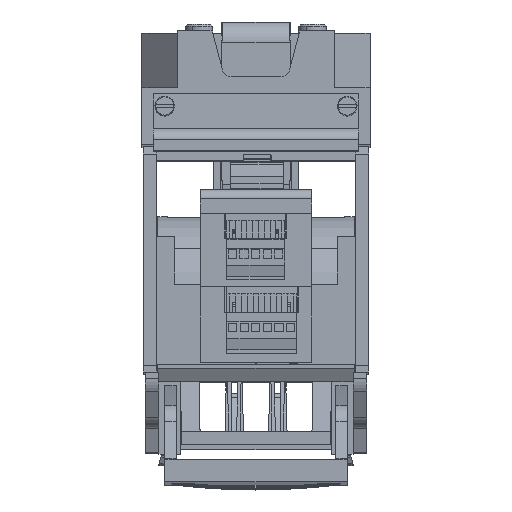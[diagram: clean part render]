
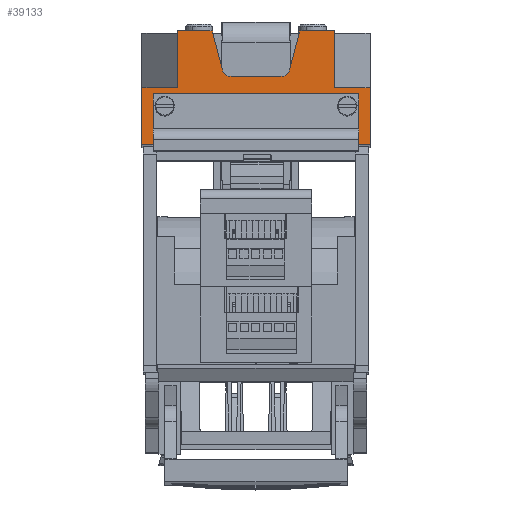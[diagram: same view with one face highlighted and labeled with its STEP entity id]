
A CAD part, top view. The second image highlights one B-rep face of the part: STEP entity #39133.
In plain terms, the highlighted planar face has unit normal (0, 0, 1).
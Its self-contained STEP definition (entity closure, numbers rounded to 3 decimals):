
#36463=AXIS2_PLACEMENT_3D('Circle Axis2P3D',#36461,#36462,$) ;
#36525=AXIS2_PLACEMENT_3D('Circle Axis2P3D',#36523,#36524,$) ;
#39097=AXIS2_PLACEMENT_3D('Plane Axis2P3D',#39094,#39095,#39096) ;
#36316=CARTESIAN_POINT('Vertex',(34.264,-4.,277.5)) ;
#36319=CARTESIAN_POINT('Line Origine',(34.264,-16.5,277.5)) ;
#36323=CARTESIAN_POINT('Vertex',(34.264,-29.,277.5)) ;
#36347=CARTESIAN_POINT('Vertex',(50.,-29.,277.5)) ;
#36350=CARTESIAN_POINT('Line Origine',(42.132,-29.,277.5)) ;
#36367=CARTESIAN_POINT('Line Origine',(-34.264,-16.5,277.5)) ;
#36371=CARTESIAN_POINT('Vertex',(-34.264,-4.,277.5)) ;
#36373=CARTESIAN_POINT('Vertex',(-34.264,-29.,277.5)) ;
#36407=CARTESIAN_POINT('Line Origine',(-16.811,-13.103,277.5)) ;
#36411=CARTESIAN_POINT('Vertex',(-14.685,-21.035,277.5)) ;
#36413=CARTESIAN_POINT('Vertex',(-18.936,-5.171,277.5)) ;
#36453=CARTESIAN_POINT('Vertex',(-10.822,-24.,277.5)) ;
#36461=CARTESIAN_POINT('Axis2P3D Location',(-10.822,-20.,277.5)) ;
#36484=CARTESIAN_POINT('Vertex',(10.822,-24.,277.5)) ;
#36492=CARTESIAN_POINT('Line Origine',(0.,-24.,277.5)) ;
#36515=CARTESIAN_POINT('Vertex',(14.685,-21.035,277.5)) ;
#36523=CARTESIAN_POINT('Axis2P3D Location',(10.822,-20.,277.5)) ;
#36547=CARTESIAN_POINT('Line Origine',(16.811,-13.103,277.5)) ;
#36551=CARTESIAN_POINT('Vertex',(18.936,-5.171,277.5)) ;
#36601=CARTESIAN_POINT('Line Origine',(-42.132,-29.,277.5)) ;
#36605=CARTESIAN_POINT('Vertex',(-50.,-29.,277.5)) ;
#36778=CARTESIAN_POINT('Line Origine',(-30.882,-4.,277.5)) ;
#36782=CARTESIAN_POINT('Vertex',(-27.5,-4.,277.5)) ;
#36785=CARTESIAN_POINT('Line Origine',(-23.375,-4.,277.5)) ;
#36789=CARTESIAN_POINT('Vertex',(-19.25,-4.,277.5)) ;
#36792=CARTESIAN_POINT('Line Origine',(-19.093,-4.,277.5)) ;
#36796=CARTESIAN_POINT('Vertex',(-18.936,-4.,277.5)) ;
#36817=CARTESIAN_POINT('Vertex',(18.936,-4.,277.5)) ;
#36820=CARTESIAN_POINT('Line Origine',(19.093,-4.,277.5)) ;
#36824=CARTESIAN_POINT('Vertex',(19.25,-4.,277.5)) ;
#36827=CARTESIAN_POINT('Line Origine',(23.375,-4.,277.5)) ;
#36831=CARTESIAN_POINT('Vertex',(27.5,-4.,277.5)) ;
#36834=CARTESIAN_POINT('Line Origine',(30.882,-4.,277.5)) ;
#37718=CARTESIAN_POINT('Line Origine',(-18.936,-4.585,277.5)) ;
#37773=CARTESIAN_POINT('Line Origine',(18.936,-4.585,277.5)) ;
#39069=CARTESIAN_POINT('Line Origine',(50.,-29.,277.5)) ;
#39073=CARTESIAN_POINT('Vertex',(50.,-54.,277.5)) ;
#39094=CARTESIAN_POINT('Axis2P3D Location',(0.,-4.,277.5)) ;
#39099=CARTESIAN_POINT('Line Origine',(-50.,-41.5,277.5)) ;
#39103=CARTESIAN_POINT('Vertex',(-50.,-54.,277.5)) ;
#39106=CARTESIAN_POINT('Line Origine',(0.,-54.,277.5)) ;
#36320=DIRECTION('Vector Direction',(0.,-1.,0.)) ;
#36351=DIRECTION('Vector Direction',(-1.,0.,0.)) ;
#36368=DIRECTION('Vector Direction',(0.,-1.,0.)) ;
#36408=DIRECTION('Vector Direction',(-0.259,0.966,0.)) ;
#36462=DIRECTION('Axis2P3D Direction',(0.,0.,1.)) ;
#36493=DIRECTION('Vector Direction',(-1.,0.,0.)) ;
#36524=DIRECTION('Axis2P3D Direction',(0.,0.,1.)) ;
#36548=DIRECTION('Vector Direction',(-0.259,-0.966,0.)) ;
#36602=DIRECTION('Vector Direction',(-1.,0.,0.)) ;
#36779=DIRECTION('Vector Direction',(1.,0.,0.)) ;
#36786=DIRECTION('Vector Direction',(1.,0.,0.)) ;
#36793=DIRECTION('Vector Direction',(1.,0.,0.)) ;
#36821=DIRECTION('Vector Direction',(1.,0.,0.)) ;
#36828=DIRECTION('Vector Direction',(1.,0.,0.)) ;
#36835=DIRECTION('Vector Direction',(1.,0.,0.)) ;
#37719=DIRECTION('Vector Direction',(0.,-1.,0.)) ;
#37774=DIRECTION('Vector Direction',(0.,-1.,0.)) ;
#39070=DIRECTION('Vector Direction',(0.,-1.,0.)) ;
#39095=DIRECTION('Axis2P3D Direction',(-0.,0.,1.)) ;
#39096=DIRECTION('Axis2P3D XDirection',(0.,-1.,0.)) ;
#39100=DIRECTION('Vector Direction',(0.,-1.,0.)) ;
#39107=DIRECTION('Vector Direction',(1.,0.,0.)) ;
#36321=VECTOR('Line Direction',#36320,1.) ;
#36352=VECTOR('Line Direction',#36351,1.) ;
#36369=VECTOR('Line Direction',#36368,1.) ;
#36409=VECTOR('Line Direction',#36408,1.) ;
#36494=VECTOR('Line Direction',#36493,1.) ;
#36549=VECTOR('Line Direction',#36548,1.) ;
#36603=VECTOR('Line Direction',#36602,1.) ;
#36780=VECTOR('Line Direction',#36779,1.) ;
#36787=VECTOR('Line Direction',#36786,1.) ;
#36794=VECTOR('Line Direction',#36793,1.) ;
#36822=VECTOR('Line Direction',#36821,1.) ;
#36829=VECTOR('Line Direction',#36828,1.) ;
#36836=VECTOR('Line Direction',#36835,1.) ;
#37720=VECTOR('Line Direction',#37719,1.) ;
#37775=VECTOR('Line Direction',#37774,1.) ;
#39071=VECTOR('Line Direction',#39070,1.) ;
#39101=VECTOR('Line Direction',#39100,1.) ;
#39108=VECTOR('Line Direction',#39107,1.) ;
#39112=ORIENTED_EDGE('',*,*,#36553,.T.) ;
#39113=ORIENTED_EDGE('',*,*,#36527,.T.) ;
#39114=ORIENTED_EDGE('',*,*,#36496,.T.) ;
#39115=ORIENTED_EDGE('',*,*,#36465,.T.) ;
#39116=ORIENTED_EDGE('',*,*,#36415,.T.) ;
#39117=ORIENTED_EDGE('',*,*,#37722,.F.) ;
#39118=ORIENTED_EDGE('',*,*,#36798,.F.) ;
#39119=ORIENTED_EDGE('',*,*,#36791,.T.) ;
#39120=ORIENTED_EDGE('',*,*,#36784,.F.) ;
#39121=ORIENTED_EDGE('',*,*,#36375,.T.) ;
#39122=ORIENTED_EDGE('',*,*,#36607,.T.) ;
#39123=ORIENTED_EDGE('',*,*,#39105,.T.) ;
#39124=ORIENTED_EDGE('',*,*,#39110,.T.) ;
#39125=ORIENTED_EDGE('',*,*,#39075,.T.) ;
#39126=ORIENTED_EDGE('',*,*,#36354,.T.) ;
#39127=ORIENTED_EDGE('',*,*,#36325,.F.) ;
#39128=ORIENTED_EDGE('',*,*,#36838,.F.) ;
#39129=ORIENTED_EDGE('',*,*,#36833,.T.) ;
#39130=ORIENTED_EDGE('',*,*,#36826,.F.) ;
#39131=ORIENTED_EDGE('',*,*,#37777,.T.) ;
#39133=ADVANCED_FACE('804192_L02_NH-Leistenunterteil Gr.3  L/SL3/3A',(#39132),#39098,.T.) ;
#36464=CIRCLE('generated circle',#36463,4.) ;
#36526=CIRCLE('generated circle',#36525,4.) ;
#36325=EDGE_CURVE('',#36317,#36324,#36322,.T.) ;
#36354=EDGE_CURVE('',#36348,#36324,#36353,.T.) ;
#36375=EDGE_CURVE('',#36372,#36374,#36370,.T.) ;
#36415=EDGE_CURVE('',#36412,#36414,#36410,.T.) ;
#36465=EDGE_CURVE('',#36454,#36412,#36464,.F.) ;
#36496=EDGE_CURVE('',#36485,#36454,#36495,.T.) ;
#36527=EDGE_CURVE('',#36516,#36485,#36526,.F.) ;
#36553=EDGE_CURVE('',#36552,#36516,#36550,.T.) ;
#36607=EDGE_CURVE('',#36374,#36606,#36604,.T.) ;
#36784=EDGE_CURVE('',#36372,#36783,#36781,.T.) ;
#36791=EDGE_CURVE('',#36790,#36783,#36788,.F.) ;
#36798=EDGE_CURVE('',#36790,#36797,#36795,.T.) ;
#36826=EDGE_CURVE('',#36818,#36825,#36823,.T.) ;
#36833=EDGE_CURVE('',#36832,#36825,#36830,.F.) ;
#36838=EDGE_CURVE('',#36832,#36317,#36837,.T.) ;
#37722=EDGE_CURVE('',#36797,#36414,#37721,.T.) ;
#37777=EDGE_CURVE('',#36818,#36552,#37776,.T.) ;
#39075=EDGE_CURVE('',#39074,#36348,#39072,.F.) ;
#39105=EDGE_CURVE('',#36606,#39104,#39102,.T.) ;
#39110=EDGE_CURVE('',#39104,#39074,#39109,.T.) ;
#39111=EDGE_LOOP('',(#39112,#39113,#39114,#39115,#39116,#39117,#39118,#39119,#39120,#39121,#39122,#39123,#39124,#39125,#39126,#39127,#39128,#39129,#39130,#39131)) ;
#39132=FACE_OUTER_BOUND('',#39111,.T.) ;
#36322=LINE('Line',#36319,#36321) ;
#36353=LINE('Line',#36350,#36352) ;
#36370=LINE('Line',#36367,#36369) ;
#36410=LINE('Line',#36407,#36409) ;
#36495=LINE('Line',#36492,#36494) ;
#36550=LINE('Line',#36547,#36549) ;
#36604=LINE('Line',#36601,#36603) ;
#36781=LINE('Line',#36778,#36780) ;
#36788=LINE('Line',#36785,#36787) ;
#36795=LINE('Line',#36792,#36794) ;
#36823=LINE('Line',#36820,#36822) ;
#36830=LINE('Line',#36827,#36829) ;
#36837=LINE('Line',#36834,#36836) ;
#37721=LINE('Line',#37718,#37720) ;
#37776=LINE('Line',#37773,#37775) ;
#39072=LINE('Line',#39069,#39071) ;
#39102=LINE('Line',#39099,#39101) ;
#39109=LINE('Line',#39106,#39108) ;
#39098=PLANE('Plane',#39097) ;
#36317=VERTEX_POINT('',#36316) ;
#36324=VERTEX_POINT('',#36323) ;
#36348=VERTEX_POINT('',#36347) ;
#36372=VERTEX_POINT('',#36371) ;
#36374=VERTEX_POINT('',#36373) ;
#36412=VERTEX_POINT('',#36411) ;
#36414=VERTEX_POINT('',#36413) ;
#36454=VERTEX_POINT('',#36453) ;
#36485=VERTEX_POINT('',#36484) ;
#36516=VERTEX_POINT('',#36515) ;
#36552=VERTEX_POINT('',#36551) ;
#36606=VERTEX_POINT('',#36605) ;
#36783=VERTEX_POINT('',#36782) ;
#36790=VERTEX_POINT('',#36789) ;
#36797=VERTEX_POINT('',#36796) ;
#36818=VERTEX_POINT('',#36817) ;
#36825=VERTEX_POINT('',#36824) ;
#36832=VERTEX_POINT('',#36831) ;
#39074=VERTEX_POINT('',#39073) ;
#39104=VERTEX_POINT('',#39103) ;
